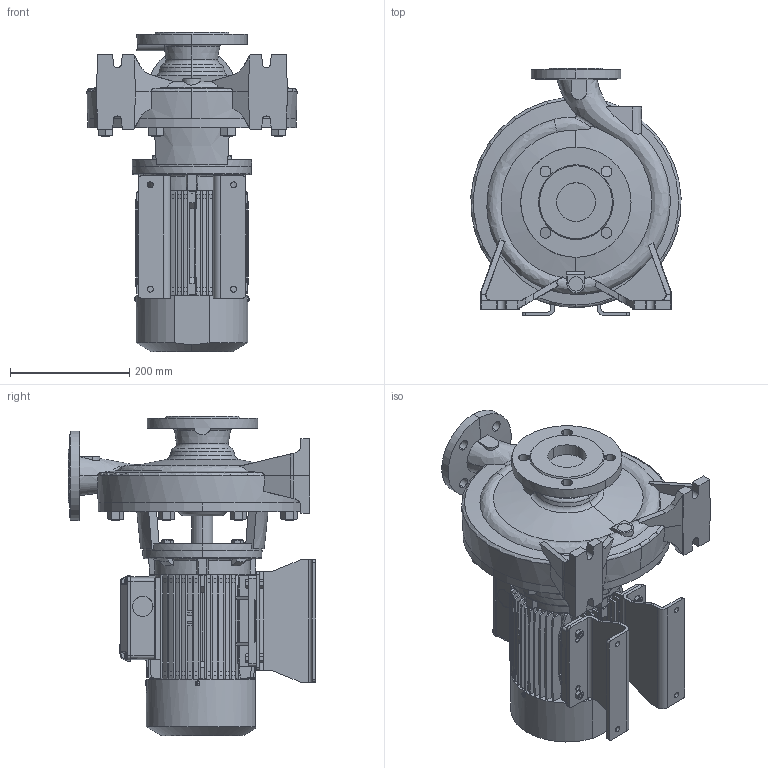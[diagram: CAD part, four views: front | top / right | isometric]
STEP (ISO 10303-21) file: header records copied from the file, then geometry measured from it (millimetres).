
FILE_DESCRIPTION (( 'STEP AP214' ), '1' );
FILE_NAME ('4_93_604_07_REV00.step', '2021-02-08T08:19:09', ( '' ), ( '' ), 'SwSTEP 2.0', 'SolidWorks 2019', '' );
FILE_SCHEMA (( 'AUTOMOTIVE_DESIGN' ));
Length unit declared in the file: millimetre
Products named in the file (22): Copia di Vite_TCB_M4x41^Copia di 90R4_CZ_Copia di 90R4_B14_4_93_604_07_REV00; Copia di M8x25_UNI_5739_ingombri3D^4_93_604_07_REV00; Copia di 1_66_004CZ_semplificato^4_93_604_07_REV00; Copia di 1_67_034_semplificato^Copia di 90R4_CZ_Copia di 90R4_B14_4_93_604_07_REV00; Copia di TCB M5x20 UNI_8112_semplificato0^Copia di 90R4_CZ_Copia di 90R4_B14_4_93_604_07_REV00; Copia di M10x30_UNI_5739_ingombri3D^4_93_604_07_REV00; Copia di M16x2_ingombro^4_93_604_07_REV00; 4_93_604_07_REV00; Copia di TCB M5x20 UNI_8112_semplificato1^Copia di 90R4_CZ_Copia di 90R4_B14_4_93_604_07_REV00; Copia di TCB M5x20 UNI_8112_semplificato^Copia di 90R4_CZ_Copia di 90R4_B14_4_93_604_07_REV00; Copia di Vite_TCB_M4x4^Copia di 90R4_CZ_Copia di 90R4_B14_4_93_604_07_REV00; Copia di M8_ingombro^4_93_604_07_REV00; Copia di Vite_TCB_M4x40^Copia di 90R4_CZ_Copia di 90R4_B14_4_93_604_07_REV00; Copia di 90R4_CZ^Copia di 90R4_B14_4_93_604_07_REV00; Copia di TCB M5x20 UNI_8112_semplificato2^Copia di 90R4_CZ_Copia di 90R4_B14_4_93_604_07_REV00; Copia di 1_66_136_semplificato^4_93_604_07_REV00; Copia di 3_67_038_semplificato^Copia di 90R4_B14_4_93_604_07_REV00; Copia di _UNDEF_#0^Copia di 90R4_CZ_Copia di 90R4_B14_4_93_604_07_REV00; Copia di Insieme_25x1_5_semplificato^Copia di 90R4_CZ_Copia di 90R4_B14_4_93_604_07_REV00; Copia di NM_72_54x100x205_i100_125^4_93_604_07_REV00; Copia di 3_67_166^Copia di 90R4_CZ_Copia di 90R4_B14_4_93_604_07_REV00; Copia di 90R4_B14^4_93_604_07_REV00
Assembly tree (38 placements, depth 4):
  4_93_604_07_REV00
    Copia di 1_66_004CZ_semplificato^4_93_604_07_REV00
    Copia di 1_66_136_semplificato^4_93_604_07_REV00
    Copia di 90R4_B14^4_93_604_07_REV00
      Copia di 90R4_CZ^Copia di 90R4_B14_4_93_604_07_REV00
        Copia di 1_67_034_semplificato^Copia di 90R4_CZ_Copia di 90R4_B14_4_93_604_07_REV00
        Copia di _UNDEF_#0^Copia di 90R4_CZ_Copia di 90R4_B14_4_93_604_07_REV00
        Copia di 3_67_166^Copia di 90R4_CZ_Copia di 90R4_B14_4_93_604_07_REV00
        Copia di Vite_TCB_M4x4^Copia di 90R4_CZ_Copia di 90R4_B14_4_93_604_07_REV00
        Copia di Vite_TCB_M4x41^Copia di 90R4_CZ_Copia di 90R4_B14_4_93_604_07_REV00
        Copia di Vite_TCB_M4x40^Copia di 90R4_CZ_Copia di 90R4_B14_4_93_604_07_REV00
        Copia di TCB M5x20 UNI_8112_semplificato^Copia di 90R4_CZ_Copia di 90R4_B14_4_93_604_07_REV00
        Copia di TCB M5x20 UNI_8112_semplificato2^Copia di 90R4_CZ_Copia di 90R4_B14_4_93_604_07_REV00
        Copia di TCB M5x20 UNI_8112_semplificato1^Copia di 90R4_CZ_Copia di 90R4_B14_4_93_604_07_REV00
        Copia di TCB M5x20 UNI_8112_semplificato0^Copia di 90R4_CZ_Copia di 90R4_B14_4_93_604_07_REV00
        Copia di Insieme_25x1_5_semplificato^Copia di 90R4_CZ_Copia di 90R4_B14_4_93_604_07_REV00
      Copia di 3_67_038_semplificato^Copia di 90R4_B14_4_93_604_07_REV00
    Copia di M16x2_ingombro^4_93_604_07_REV00  x8
    Copia di M10x30_UNI_5739_ingombri3D^4_93_604_07_REV00  x4
    Copia di NM_72_54x100x205_i100_125^4_93_604_07_REV00  x2
    Copia di M8x25_UNI_5739_ingombri3D^4_93_604_07_REV00  x4
    Copia di M8_ingombro^4_93_604_07_REV00  x4
Bounding box: 352.55 x 415 x 536 mm (x, y, z)
Volume: 18340896.3 mm3; surface area: 1591441.4 mm2
Topology: 36 solids, 36 shells, 3521 faces, 9688 edges, 6363 vertices
Faces by surface type: plane 1414, bspline 1313, cylinder 408, cone 353, torus 19, sphere 14
Entity records: 137265 total; most frequent: CARTESIAN_POINT 62713, ORIENTED_EDGE 17672, DIRECTION 11259, EDGE_CURVE 8836, VERTEX_POINT 5860, LINE 5389, VECTOR 5389, EDGE_LOOP 3332
